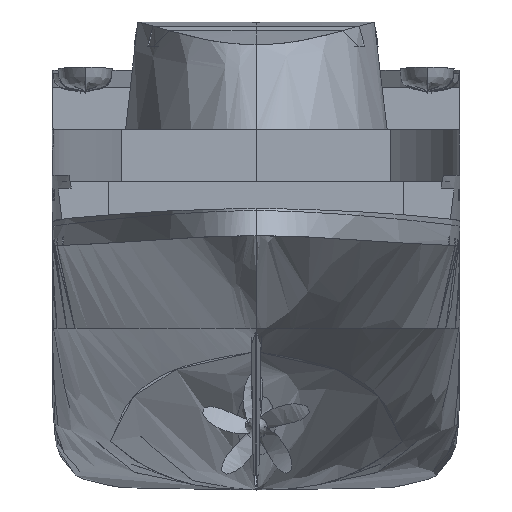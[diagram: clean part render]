
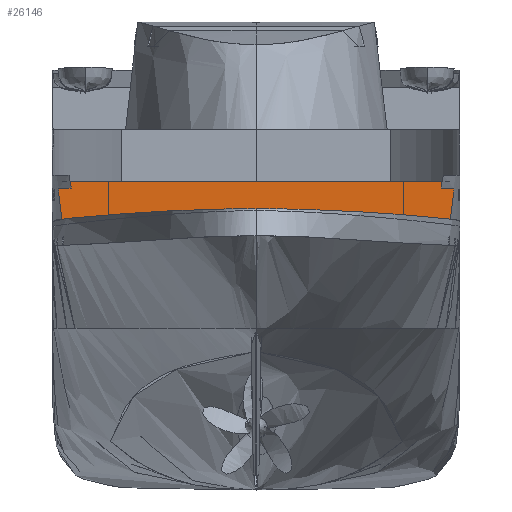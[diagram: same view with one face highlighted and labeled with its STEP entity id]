
A CAD part, left-side view. The second image highlights one B-rep face of the part: STEP entity #26146.
In plain terms, the highlighted free-form (B-spline) face has degree [1, 1] with [2, 2] control points.
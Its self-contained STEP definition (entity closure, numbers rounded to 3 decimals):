
#26146 = ADVANCED_FACE('',(#26147),#26177,.T.);
#26147 = FACE_BOUND('',#26148,.T.);
#26148 = EDGE_LOOP('',(#26149,#26158,#26165,#26172));
#26149 = ORIENTED_EDGE('',*,*,#26150,.F.);
#26150 = EDGE_CURVE('',#26151,#26153,#26155,.T.);
#26151 = VERTEX_POINT('',#26152);
#26152 = CARTESIAN_POINT('',(142544.304,17742.972,
    26841.931));
#26153 = VERTEX_POINT('',#26154);
#26154 = CARTESIAN_POINT('',(142544.304,-17742.972,
    26841.931));
#26155 = B_SPLINE_CURVE_WITH_KNOTS('',1,(#26156,#26157),.UNSPECIFIED.,
  .F.,.F.,(2,2),(0.,78.),.PIECEWISE_BEZIER_KNOTS.);
#26156 = CARTESIAN_POINT('',(142544.304,17742.972,
    26841.931));
#26157 = CARTESIAN_POINT('',(142544.304,-17742.972,
    26841.931));
#26158 = ORIENTED_EDGE('',*,*,#26159,.T.);
#26159 = EDGE_CURVE('',#26151,#26160,#26162,.T.);
#26160 = VERTEX_POINT('',#26161);
#26161 = CARTESIAN_POINT('',(142544.304,17742.972,
    22774.696));
#26162 = B_SPLINE_CURVE_WITH_KNOTS('',1,(#26163,#26164),.UNSPECIFIED.,
  .F.,.F.,(2,2),(0.,8.94),.PIECEWISE_BEZIER_KNOTS.);
#26163 = CARTESIAN_POINT('',(142544.304,17742.972,
    26841.931));
#26164 = CARTESIAN_POINT('',(142544.304,17742.972,
    22774.696));
#26165 = ORIENTED_EDGE('',*,*,#26166,.T.);
#26166 = EDGE_CURVE('',#26160,#26167,#26169,.T.);
#26167 = VERTEX_POINT('',#26168);
#26168 = CARTESIAN_POINT('',(142544.304,-17742.972,
    22774.696));
#26169 = B_SPLINE_CURVE_WITH_KNOTS('',1,(#26170,#26171),.UNSPECIFIED.,
  .F.,.F.,(2,2),(0.,78.),.PIECEWISE_BEZIER_KNOTS.);
#26170 = CARTESIAN_POINT('',(142544.304,17742.972,
    22774.696));
#26171 = CARTESIAN_POINT('',(142544.304,-17742.972,
    22774.696));
#26172 = ORIENTED_EDGE('',*,*,#26173,.F.);
#26173 = EDGE_CURVE('',#26153,#26167,#26174,.T.);
#26174 = B_SPLINE_CURVE_WITH_KNOTS('',1,(#26175,#26176),.UNSPECIFIED.,
  .F.,.F.,(2,2),(0.,8.94),.PIECEWISE_BEZIER_KNOTS.);
#26175 = CARTESIAN_POINT('',(142544.304,-17742.972,
    26841.931));
#26176 = CARTESIAN_POINT('',(142544.304,-17742.972,
    22774.696));
#26177 = B_SPLINE_SURFACE_WITH_KNOTS('',1,1,(
    (#26178,#26179)
    ,(#26180,#26181
    )),.UNSPECIFIED.,.F.,.F.,.F.,(2,2),(2,2),(0.,8.94),(0.,78.),
  .PIECEWISE_BEZIER_KNOTS.);
#26178 = CARTESIAN_POINT('',(142544.304,17742.972,
    26841.931));
#26179 = CARTESIAN_POINT('',(142544.304,-17742.972,
    26841.931));
#26180 = CARTESIAN_POINT('',(142544.304,17742.972,
    22774.696));
#26181 = CARTESIAN_POINT('',(142544.304,-17742.972,
    22774.696));
